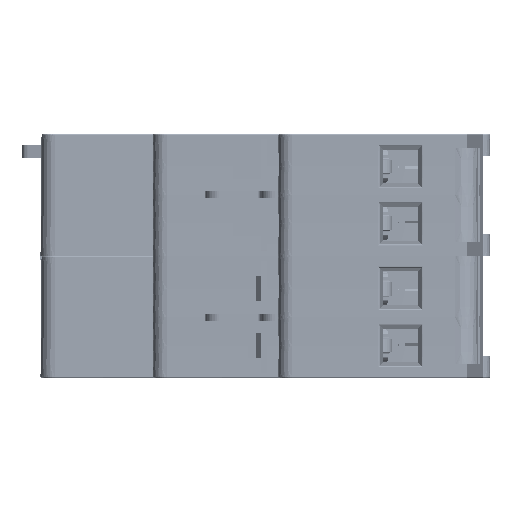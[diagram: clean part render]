
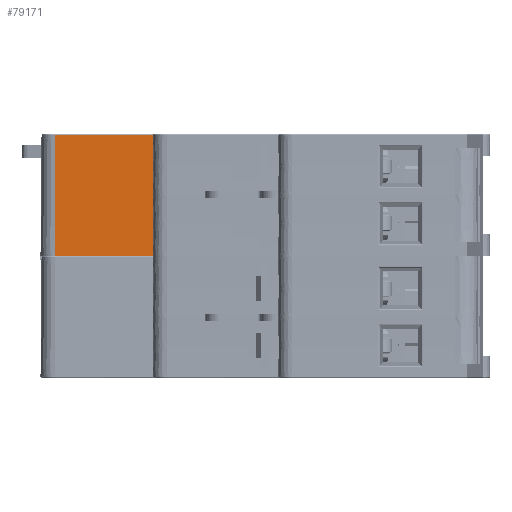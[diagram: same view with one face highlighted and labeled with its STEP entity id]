
A CAD part, left-side view. The second image highlights one B-rep face of the part: STEP entity #79171.
In plain terms, the highlighted planar face has unit normal (-1, 0, 0.009).
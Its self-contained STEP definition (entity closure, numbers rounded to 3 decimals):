
#60853=DIRECTION('',(0.009,-0.009,1.));
#60854=VECTOR('',#60853,4.7);
#60855=CARTESIAN_POINT('',(-22.577,43.6,-8.8));
#60856=LINE('',#60855,#60854);
#60861=DIRECTION('',(0.,1.,0.));
#60862=VECTOR('',#60861,0.041);
#60863=CARTESIAN_POINT('',(-22.536,43.559,
-4.1));
#60864=LINE('',#60863,#60862);
#60885=DIRECTION('',(0.,1.,0.));
#60886=VECTOR('',#60885,14.1);
#60887=CARTESIAN_POINT('',(-22.577,43.6,-8.8));
#60888=LINE('',#60887,#60886);
#60889=DIRECTION('',(0.,1.,0.));
#60890=VECTOR('',#60889,14.1);
#60891=CARTESIAN_POINT('',(-22.425,43.6,8.602));
#60892=LINE('',#60891,#60890);
#60905=DIRECTION('',(0.009,0.,1.));
#60906=VECTOR('',#60905,12.702);
#60907=CARTESIAN_POINT('',(-22.536,43.6,-4.1));
#60908=LINE('',#60907,#60906);
#60975=DIRECTION('',(-0.009,0.,
-1.));
#60976=VECTOR('',#60975,17.402);
#60977=CARTESIAN_POINT('',(-22.425,57.7,8.602));
#60978=LINE('',#60977,#60976);
#72653=CARTESIAN_POINT('',(-22.577,57.7,-8.8));
#72654=VERTEX_POINT('',#72653);
#72655=CARTESIAN_POINT('',(-22.577,43.6,-8.8));
#72656=VERTEX_POINT('',#72655);
#73297=CARTESIAN_POINT('',(-22.536,43.559,
-4.1));
#73299=VERTEX_POINT('',#73297);
#73302=CARTESIAN_POINT('',(-22.536,43.6,-4.1));
#73303=VERTEX_POINT('',#73302);
#73314=CARTESIAN_POINT('',(-22.425,43.6,8.602));
#73315=CARTESIAN_POINT('',(-22.425,57.7,8.602));
#73316=VERTEX_POINT('',#73314);
#73317=VERTEX_POINT('',#73315);
#79155=CARTESIAN_POINT('',(-22.5,60.814,0.));
#79156=DIRECTION('',(-1.,0.,0.009));
#79157=DIRECTION('',(0.,-1.,0.));
#79158=AXIS2_PLACEMENT_3D('',#79155,#79156,#79157);
#79159=PLANE('',#79158);
#79161=ORIENTED_EDGE('',*,*,#79160,.F.);
#79163=ORIENTED_EDGE('',*,*,#79162,.F.);
#79164=ORIENTED_EDGE('',*,*,#79128,.F.);
#79165=ORIENTED_EDGE('',*,*,#79110,.F.);
#79166=ORIENTED_EDGE('',*,*,#77617,.T.);
#79168=ORIENTED_EDGE('',*,*,#79167,.F.);
#79169=EDGE_LOOP('',(#79161,#79163,#79164,#79165,#79166,#79168));
#79170=FACE_OUTER_BOUND('',#79169,.F.);
#77617=EDGE_CURVE('',#72656,#72654,#60888,.T.);
#79110=EDGE_CURVE('',#72656,#73299,#60856,.T.);
#79128=EDGE_CURVE('',#73299,#73303,#60864,.T.);
#79160=EDGE_CURVE('',#73316,#73317,#60892,.T.);
#79162=EDGE_CURVE('',#73303,#73316,#60908,.T.);
#79167=EDGE_CURVE('',#73317,#72654,#60978,.T.);
#79171=ADVANCED_FACE('',(#79170),#79159,.T.);
